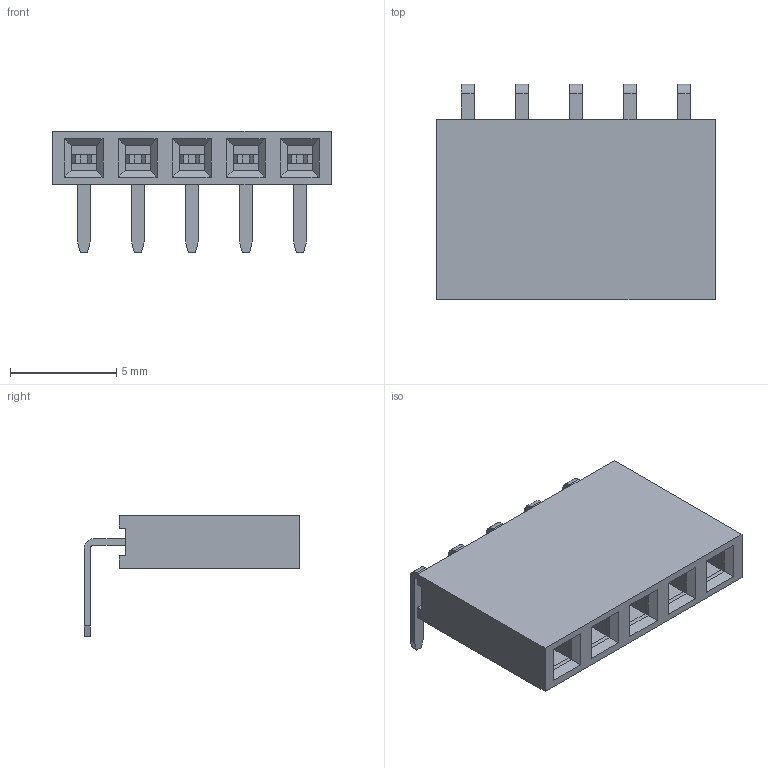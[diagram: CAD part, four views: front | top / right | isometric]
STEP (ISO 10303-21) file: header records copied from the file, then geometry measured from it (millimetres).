
FILE_DESCRIPTION (( 'STEP AP214' ), '1' );
FILE_NAME ('HDR-TH_5P-P2.54-H-F-W10.0-N.step', '2022-07-02T12:42:40', ( '' ), ( '' ), 'SwSTEP 2.0', 'SolidWorks 2020', '' );
FILE_SCHEMA (( 'AUTOMOTIVE_DESIGN' ));
Length unit declared in the file: millimetre
Products named in the file (1): HDR-TH_5P-P2.54-H-F-W10.0-N
Bounding box: 13.11 x 10.15 x 5.7 mm (x, y, z)
Volume: 205 mm3; surface area: 630.1 mm2
Topology: 1 solids, 1 shells, 513 faces, 1365 edges, 900 vertices
Faces by surface type: plane 391, bspline 112, cylinder 10
Entity records: 22568 total; most frequent: CARTESIAN_POINT 4883, ORIENTED_EDGE 2730, DIRECTION 1961, EDGE_CURVE 1365, VECTOR 1117, LINE 1117, VERTEX_POINT 900, EDGE_LOOP 559
